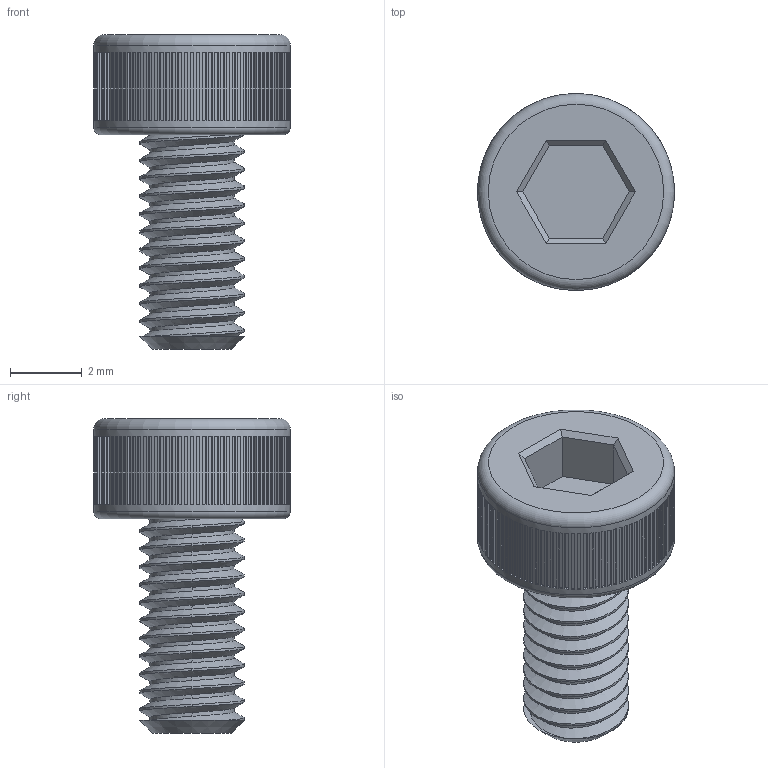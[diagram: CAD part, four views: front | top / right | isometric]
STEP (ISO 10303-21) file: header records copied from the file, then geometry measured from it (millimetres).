
FILE_DESCRIPTION(/* description */ (''),/* implementation_level */ '2;1');
FILE_NAME(/* name */ 'M3x6 v1.step',/* time_stamp */ '2023-07-30T19:04:49+08:00',/* author */ (''),/* organization */ (''),/* preprocessor_version */ 'ST-DEVELOPER v19.2',/* originating_system */ 'Autodesk Translation Framework v11.17.0.187',/* authorisation */ '');
FILE_SCHEMA (('AUTOMOTIVE_DESIGN { 1 0 10303 214 3 1 1 }'));
Length unit declared in the file: millimetre
Products named in the file (1): M3x6 v1
Bounding box: 5.5 x 5.5 x 8.8 mm (x, y, z)
Volume: 88.7 mm3; surface area: 205.9 mm2
Topology: 1 solids, 1 shells, 548 faces, 1325 edges, 880 vertices
Faces by surface type: plane 517, cylinder 26, torus 2, bspline 2, cone 1
Full cylindrical faces by diameter (mm): 2.356 x3, 2.927 x6, 5.5 x1
Entity records: 17409 total; most frequent: CARTESIAN_POINT 4397, ORIENTED_EDGE 2650, DIRECTION 2582, EDGE_CURVE 1325, LINE 1056, VECTOR 1056, VERTEX_POINT 880, AXIS2_PLACEMENT_3D 763
